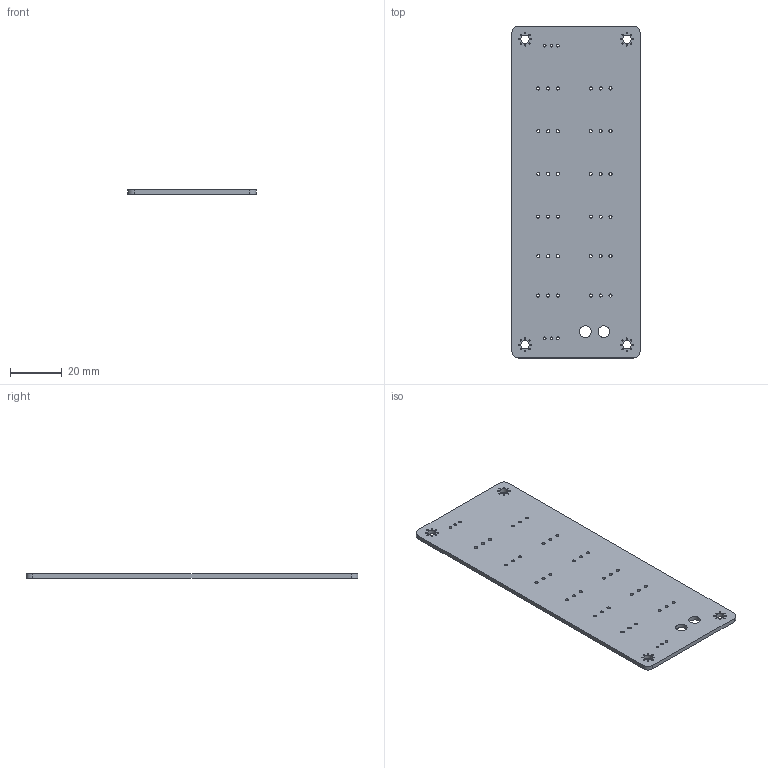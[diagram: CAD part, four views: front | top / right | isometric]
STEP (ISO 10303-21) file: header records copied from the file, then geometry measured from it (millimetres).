
FILE_DESCRIPTION(('KiCad electronic assembly'),'2;1');
FILE_NAME('distrilite.step','2020-10-05T00:51:19',('An Author'),( 'A Company'),'Open CASCADE STEP processor 6.9', 'KiCad to STEP converter','Unknown');
FILE_SCHEMA(('AUTOMOTIVE_DESIGN { 1 0 10303 214 1 1 1 1 }'));
Length unit declared in the file: millimetre
Products named in the file (3): Open CASCADE STEP translator 6.9 1; R_0805; COMPOUND
Assembly tree (2 placements, depth 2):
  Open CASCADE STEP translator 6.9 1
    R_0805
    COMPOUND
Bounding box: 49.53 x 128.27 x 1.6 mm (x, y, z)
Volume: 9971.2 mm3; surface area: 13463.3 mm2
Topology: 1 solids, 1 shells, 90 faces, 264 edges, 176 vertices
Faces by surface type: cylinder 84, plane 6
Full cylindrical faces by diameter (mm): 0.5 x32, 1 x6, 1.2 x36, 3.2 x4, 4.5 x2
Entity records: 6913 total; most frequent: DIRECTION 1146, CARTESIAN_POINT 1061, ORIENTED_EDGE 528, PCURVE 528, DEFINITIONAL_REPRESENTATION 528, LINE 456, VECTOR 456, CIRCLE 336
